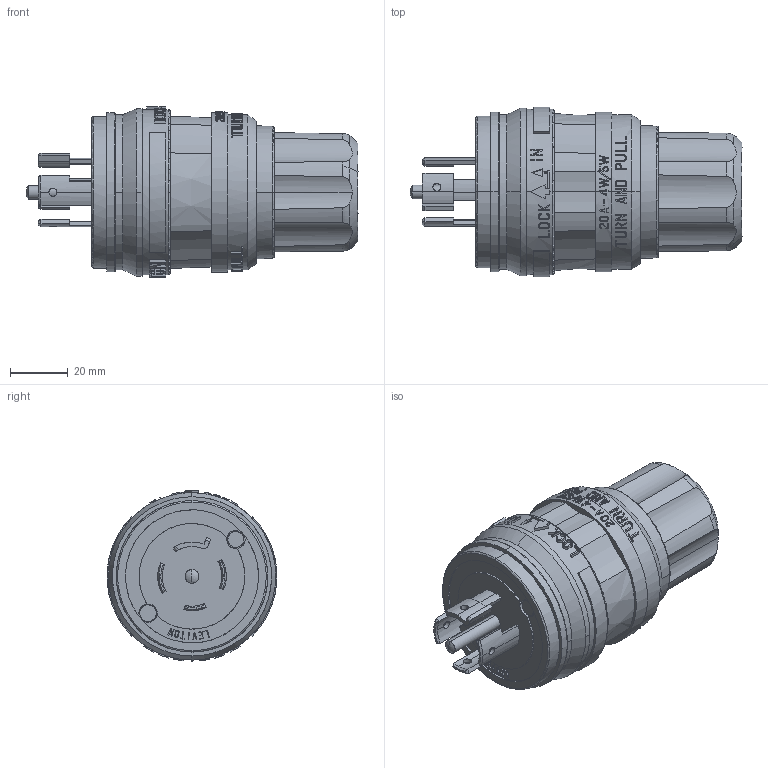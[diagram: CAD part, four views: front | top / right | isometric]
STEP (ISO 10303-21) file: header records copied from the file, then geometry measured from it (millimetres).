
FILE_DESCRIPTION (( 'STEP AP214' ), '1' );
FILE_NAME ('CATSTD-26W81-000-M01.STEP', '2021-01-11T16:04:25', ( '' ), ( '' ), 'SwSTEP 2.0', 'SolidWorks 2020', '' );
FILE_SCHEMA (( 'AUTOMOTIVE_DESIGN' ));
Length unit declared in the file: millimetre
Products named in the file (1): CATSTD-26W81-000-M01
Bounding box: 114.81 x 58.63 x 58.95 mm (x, y, z)
Surface area: 22643.7 mm2 (no closed solid volume)
Topology: 0 solids, 4 shells, 780 faces, 2104 edges, 1401 vertices
Faces by surface type: plane 484, cylinder 239, cone 33, torus 22, sphere 2
Entity records: 31723 total; most frequent: CARTESIAN_POINT 15955, ORIENTED_EDGE 4198, B_SPLINE_CURVE_WITH_KNOTS 2104, EDGE_CURVE 2104, DIRECTION 1562, VERTEX_POINT 1401, EDGE_LOOP 860, AXIS2_PLACEMENT_3D 781
